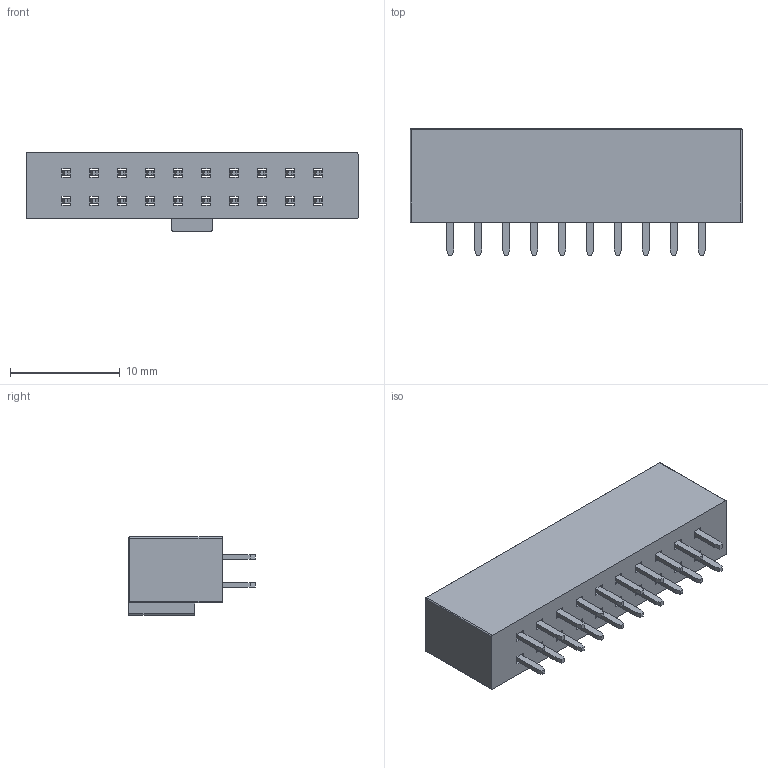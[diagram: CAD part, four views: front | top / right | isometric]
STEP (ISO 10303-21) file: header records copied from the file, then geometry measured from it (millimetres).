
FILE_DESCRIPTION (( 'STEP AP203' ), '1' );
FILE_NAME ('CB94202V100.STEP', '2018-08-17T02:37:38', ( '' ), ( '' ), 'SwSTEP 2.0', 'SolidWorks 2017', '' );
FILE_SCHEMA (( 'CONFIG_CONTROL_DESIGN' ));
Length unit declared in the file: millimetre
Products named in the file (3): cb94-t; cb94 BASE_20; CB94202V100
Assembly tree (21 placements, depth 2):
  CB94202V100
    cb94 BASE_20
    cb94-t  x20
Bounding box: 30.2 x 11.5 x 7.1 mm (x, y, z)
Volume: 1524.9 mm3; surface area: 2141.7 mm2
Topology: 21 solids, 21 shells, 645 faces, 1721 edges, 1118 vertices
Faces by surface type: plane 510, cylinder 131, torus 4
Entity records: 7015 total; most frequent: CARTESIAN_POINT 1076, ORIENTED_EDGE 1048, DIRECTION 1026, EDGE_CURVE 524, VECTOR 486, LINE 486, VERTEX_POINT 320, AXIS2_PLACEMENT_3D 270
